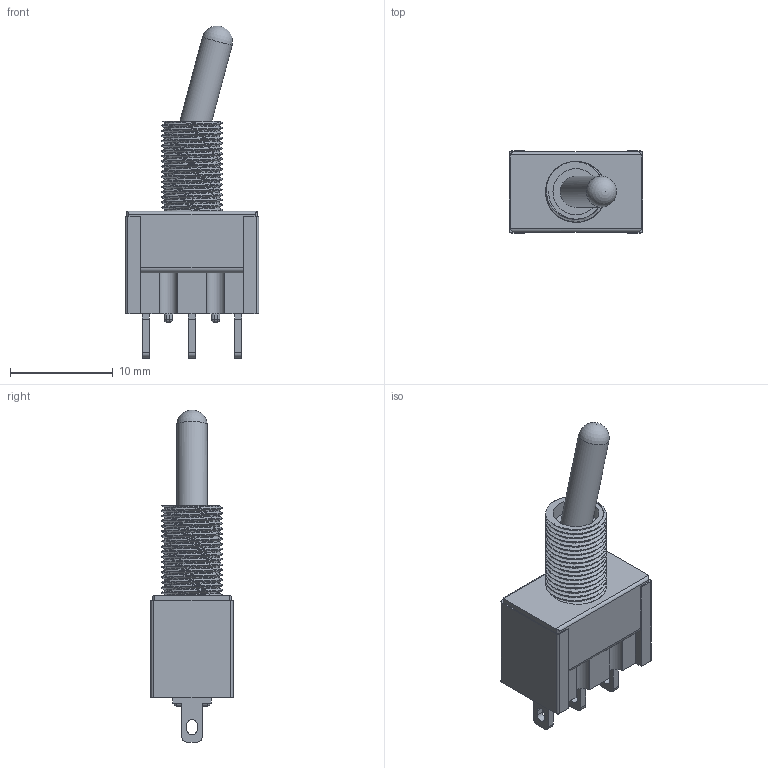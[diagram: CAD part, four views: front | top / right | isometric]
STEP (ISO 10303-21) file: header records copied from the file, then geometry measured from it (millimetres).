
FILE_DESCRIPTION(/* description */ (''),/* implementation_level */ '2;1');
FILE_NAME(/* name */ 'Kippschalter_3P.step',/* time_stamp */ '2024-03-27T21:53:01+01:00',/* author */ (''),/* organization */ (''),/* preprocessor_version */ 'ST-DEVELOPER v20',/* originating_system */ 'Autodesk Translation Framework v12.20.1.177',/* authorisation */ '');
FILE_SCHEMA (('AUTOMOTIVE_DESIGN { 1 0 10303 214 3 1 1 }'));
Length unit declared in the file: millimetre
Products named in the file (1): Kippschalter_3P
Bounding box: 13 x 8 x 32.37 mm (x, y, z)
Volume: 1232.3 mm3; surface area: 1104.4 mm2
Topology: 1 solids, 1 shells, 165 faces, 443 edges, 287 vertices
Faces by surface type: cylinder 79, plane 75, sphere 9, bspline 2
Full cylindrical faces by diameter (mm): 3 x1, 4.5 x1, 5.351 x6, 5.927 x11
Entity records: 7491 total; most frequent: CARTESIAN_POINT 3280, ORIENTED_EDGE 884, DIRECTION 785, EDGE_CURVE 442, VERTEX_POINT 287, LINE 271, VECTOR 271, AXIS2_PLACEMENT_3D 257
